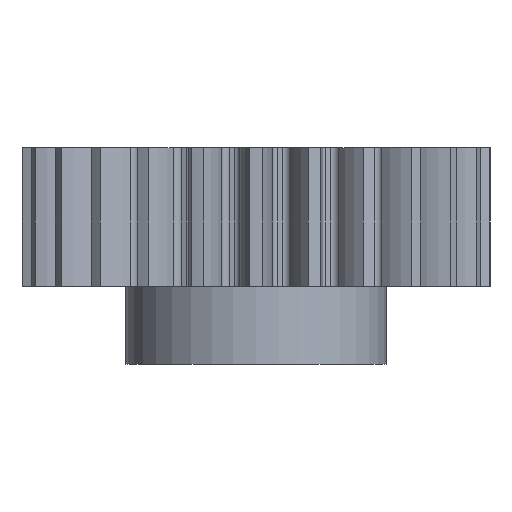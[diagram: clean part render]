
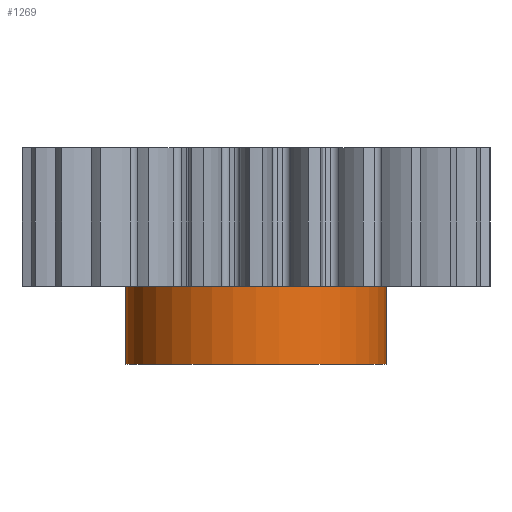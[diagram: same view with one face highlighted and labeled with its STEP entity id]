
A CAD part, front view. The second image highlights one B-rep face of the part: STEP entity #1269.
In plain terms, the highlighted cylindrical face has radius 30 mm (diameter 60 mm), a partial arc.
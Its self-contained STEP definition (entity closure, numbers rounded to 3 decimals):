
#1112 = ORIENTED_EDGE ( 'NONE', *, *, #1655, .T. ) ;
#1114 = EDGE_CURVE ( 'NONE', #1650, #1649, #6068, .T. ) ;
#1165 = EDGE_LOOP ( 'NONE', ( #1270, #1268, #1112, #1166 ) ) ;
#1166 = ORIENTED_EDGE ( 'NONE', *, *, #1114, .T. ) ;
#1268 = ORIENTED_EDGE ( 'NONE', *, *, #1419, .F. ) ;
#1269 = ADVANCED_FACE ( 'NONE', ( #6352 ), #6327, .T. ) ;
#1270 = ORIENTED_EDGE ( 'NONE', *, *, #1689, .F. ) ;
#1419 = EDGE_CURVE ( 'NONE', #1717, #1730, #6577, .T. ) ;
#1649 = VERTEX_POINT ( 'NONE', #7530 ) ;
#1650 = VERTEX_POINT ( 'NONE', #7543 ) ;
#1655 = EDGE_CURVE ( 'NONE', #1717, #1650, #7542, .T. ) ;
#1689 = EDGE_CURVE ( 'NONE', #1730, #1649, #7708, .T. ) ;
#1717 = VERTEX_POINT ( 'NONE', #7821 ) ;
#1730 = VERTEX_POINT ( 'NONE', #8006 ) ;
#6067 = CARTESIAN_POINT ( 'NONE',  ( 0., 0., 0. ) ) ;
#6068 = CIRCLE ( 'NONE', #6074, 30. ) ;
#6073 = DIRECTION ( 'NONE',  ( 0., 0., -1. ) ) ;
#6074 = AXIS2_PLACEMENT_3D ( 'NONE', #6067, #6073, #6216 ) ;
#6216 = DIRECTION ( 'NONE',  ( 1., 0., 0. ) ) ;
#6321 = AXIS2_PLACEMENT_3D ( 'NONE', #6383, #6345, #6344 ) ;
#6327 = CYLINDRICAL_SURFACE ( 'NONE', #6321, 30. ) ;
#6344 = DIRECTION ( 'NONE',  ( 1., 0., 0. ) ) ;
#6345 = DIRECTION ( 'NONE',  ( 0., 0., 1. ) ) ;
#6352 = FACE_OUTER_BOUND ( 'NONE', #1165, .T. ) ;
#6383 = CARTESIAN_POINT ( 'NONE',  ( 0., 0., -50. ) ) ;
#6409 = DIRECTION ( 'NONE',  ( 1., 0., 0. ) ) ;
#6550 = CARTESIAN_POINT ( 'NONE',  ( 0., 0., -18. ) ) ;
#6551 = AXIS2_PLACEMENT_3D ( 'NONE', #6550, #6612, #6409 ) ;
#6577 = CIRCLE ( 'NONE', #6551, 30. ) ;
#6612 = DIRECTION ( 'NONE',  ( 0., 0., -1. ) ) ;
#7530 = CARTESIAN_POINT ( 'NONE',  ( -30., 0., 0. ) ) ;
#7541 = CARTESIAN_POINT ( 'NONE',  ( 30., 0., -50. ) ) ;
#7542 = LINE ( 'NONE', #7541, #7557 ) ;
#7543 = CARTESIAN_POINT ( 'NONE',  ( 30., 0., 0. ) ) ;
#7556 = DIRECTION ( 'NONE',  ( 0., 0., 1. ) ) ;
#7557 = VECTOR ( 'NONE', #7556, 1000. ) ;
#7708 = LINE ( 'NONE', #7716, #7715 ) ;
#7714 = DIRECTION ( 'NONE',  ( 0., 0., 1. ) ) ;
#7715 = VECTOR ( 'NONE', #7714, 1000. ) ;
#7716 = CARTESIAN_POINT ( 'NONE',  ( -30., 0., -50. ) ) ;
#7821 = CARTESIAN_POINT ( 'NONE',  ( 30., 0., -18. ) ) ;
#8006 = CARTESIAN_POINT ( 'NONE',  ( -30., 0., -18. ) ) ;
